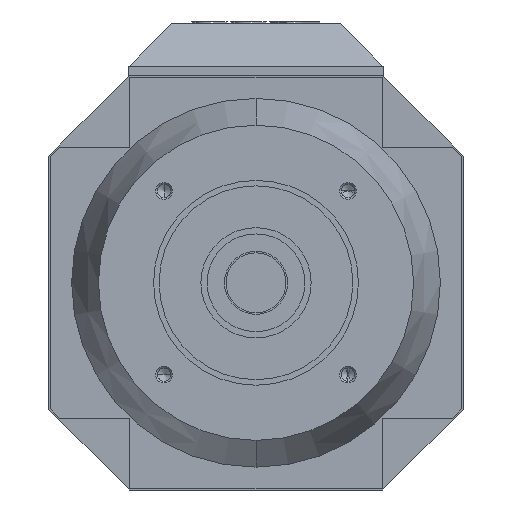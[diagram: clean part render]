
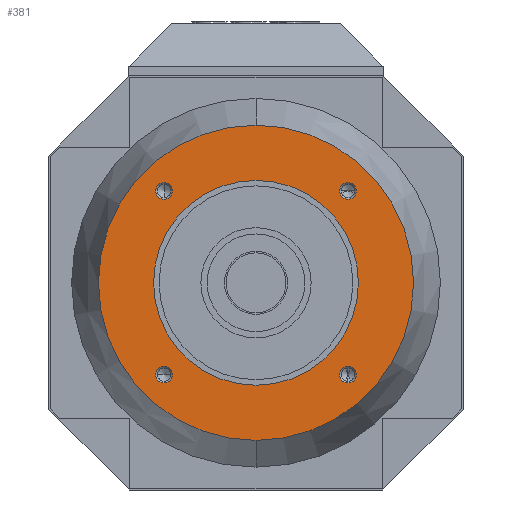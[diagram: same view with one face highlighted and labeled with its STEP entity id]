
A CAD part, front view. The second image highlights one B-rep face of the part: STEP entity #381.
In plain terms, the highlighted planar face has unit normal (0, -1, 0).
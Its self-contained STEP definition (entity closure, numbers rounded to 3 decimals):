
#61=FACE_BOUND('',#775,.T.);
#62=FACE_BOUND('',#776,.T.);
#63=FACE_BOUND('',#777,.T.);
#64=FACE_BOUND('',#778,.T.);
#65=FACE_BOUND('',#779,.T.);
#66=FACE_BOUND('',#780,.T.);
#188=PLANE('',#3271);
#381=ADVANCED_FACE('',(#61,#62,#63,#64,#65,#66),#188,.T.);
#775=EDGE_LOOP('',(#1519,#1520));
#776=EDGE_LOOP('',(#1521,#1522));
#777=EDGE_LOOP('',(#1523,#1524));
#778=EDGE_LOOP('',(#1525,#1526));
#779=EDGE_LOOP('',(#1527,#1528));
#780=EDGE_LOOP('',(#1529,#1530));
#836=CIRCLE('',#3083,100.);
#838=CIRCLE('',#3086,65.);
#849=CIRCLE('',#3103,5.25);
#852=CIRCLE('',#3109,5.25);
#855=CIRCLE('',#3115,5.25);
#858=CIRCLE('',#3121,5.25);
#877=CIRCLE('',#3226,5.25);
#880=CIRCLE('',#3232,5.25);
#883=CIRCLE('',#3238,5.25);
#886=CIRCLE('',#3244,5.25);
#897=CIRCLE('',#3266,65.);
#899=CIRCLE('',#3270,100.);
#1519=ORIENTED_EDGE('',*,*,#2034,.T.);
#1520=ORIENTED_EDGE('',*,*,#2341,.T.);
#1521=ORIENTED_EDGE('',*,*,#2319,.T.);
#1522=ORIENTED_EDGE('',*,*,#2087,.T.);
#1523=ORIENTED_EDGE('',*,*,#2322,.T.);
#1524=ORIENTED_EDGE('',*,*,#2078,.T.);
#1525=ORIENTED_EDGE('',*,*,#2325,.T.);
#1526=ORIENTED_EDGE('',*,*,#2069,.T.);
#1527=ORIENTED_EDGE('',*,*,#2328,.T.);
#1528=ORIENTED_EDGE('',*,*,#2060,.T.);
#1529=ORIENTED_EDGE('',*,*,#2339,.T.);
#1530=ORIENTED_EDGE('',*,*,#2038,.T.);
#1759=VERTEX_POINT('',#4174);
#1760=VERTEX_POINT('',#4176);
#1761=VERTEX_POINT('',#4180);
#1764=VERTEX_POINT('',#4185);
#1785=VERTEX_POINT('',#4234);
#1786=VERTEX_POINT('',#4236);
#1792=VERTEX_POINT('',#4253);
#1793=VERTEX_POINT('',#4255);
#1799=VERTEX_POINT('',#4272);
#1800=VERTEX_POINT('',#4274);
#1806=VERTEX_POINT('',#4291);
#1807=VERTEX_POINT('',#4293);
#2034=EDGE_CURVE('',#1759,#1760,#836,.T.);
#2038=EDGE_CURVE('',#1761,#1764,#838,.T.);
#2060=EDGE_CURVE('',#1786,#1785,#849,.T.);
#2069=EDGE_CURVE('',#1793,#1792,#852,.T.);
#2078=EDGE_CURVE('',#1800,#1799,#855,.T.);
#2087=EDGE_CURVE('',#1807,#1806,#858,.T.);
#2319=EDGE_CURVE('',#1806,#1807,#877,.T.);
#2322=EDGE_CURVE('',#1799,#1800,#880,.T.);
#2325=EDGE_CURVE('',#1792,#1793,#883,.T.);
#2328=EDGE_CURVE('',#1785,#1786,#886,.T.);
#2339=EDGE_CURVE('',#1764,#1761,#897,.T.);
#2341=EDGE_CURVE('',#1760,#1759,#899,.T.);
#3083=AXIS2_PLACEMENT_3D('',#4177,#3357,#3358);
#3086=AXIS2_PLACEMENT_3D('',#4186,#3365,#3366);
#3103=AXIS2_PLACEMENT_3D('',#4235,#3410,#3411);
#3109=AXIS2_PLACEMENT_3D('',#4254,#3428,#3429);
#3115=AXIS2_PLACEMENT_3D('',#4273,#3446,#3447);
#3121=AXIS2_PLACEMENT_3D('',#4292,#3464,#3465);
#3226=AXIS2_PLACEMENT_3D('',#4894,#3867,#3868);
#3232=AXIS2_PLACEMENT_3D('',#4900,#3879,#3880);
#3238=AXIS2_PLACEMENT_3D('',#4906,#3891,#3892);
#3244=AXIS2_PLACEMENT_3D('',#4912,#3903,#3904);
#3266=AXIS2_PLACEMENT_3D('',#4934,#3947,#3948);
#3270=AXIS2_PLACEMENT_3D('',#4938,#3955,#3956);
#3271=AXIS2_PLACEMENT_3D('',#4939,#3957,#3958);
#3357=DIRECTION('',(0.,-1.,0.));
#3358=DIRECTION('',(0.,0.,1.));
#3365=DIRECTION('',(0.,1.,0.));
#3366=DIRECTION('',(-1.,0.,0.));
#3410=DIRECTION('',(0.,1.,0.));
#3411=DIRECTION('',(1.,0.,0.));
#3428=DIRECTION('',(0.,1.,0.));
#3429=DIRECTION('',(0.,0.,-1.));
#3446=DIRECTION('',(0.,1.,0.));
#3447=DIRECTION('',(-1.,0.,0.));
#3464=DIRECTION('',(0.,1.,0.));
#3465=DIRECTION('',(0.,0.,1.));
#3867=DIRECTION('',(0.,1.,0.));
#3868=DIRECTION('',(0.,0.,1.));
#3879=DIRECTION('',(0.,1.,0.));
#3880=DIRECTION('',(-1.,0.,0.));
#3891=DIRECTION('',(0.,1.,0.));
#3892=DIRECTION('',(0.,0.,-1.));
#3903=DIRECTION('',(0.,1.,0.));
#3904=DIRECTION('',(1.,0.,0.));
#3947=DIRECTION('',(0.,1.,0.));
#3948=DIRECTION('',(-1.,0.,0.));
#3955=DIRECTION('',(0.,-1.,0.));
#3956=DIRECTION('',(0.,0.,1.));
#3957=DIRECTION('',(0.,-1.,0.));
#3958=DIRECTION('',(0.,0.,1.));
#4174=CARTESIAN_POINT('',(0.,-284.,100.));
#4176=CARTESIAN_POINT('',(0.,-284.,-100.));
#4177=CARTESIAN_POINT('',(0.,-284.,0.));
#4180=CARTESIAN_POINT('',(-65.,-284.,0.));
#4185=CARTESIAN_POINT('',(65.,-284.,0.));
#4186=CARTESIAN_POINT('',(0.,-284.,0.));
#4234=CARTESIAN_POINT('',(63.586,-284.,58.336));
#4235=CARTESIAN_POINT('',(58.336,-284.,58.336));
#4236=CARTESIAN_POINT('',(53.086,-284.,58.336));
#4253=CARTESIAN_POINT('',(58.336,-284.,-63.586));
#4254=CARTESIAN_POINT('',(58.336,-284.,-58.336));
#4255=CARTESIAN_POINT('',(58.336,-284.,-53.086));
#4272=CARTESIAN_POINT('',(-63.586,-284.,-58.336));
#4273=CARTESIAN_POINT('',(-58.336,-284.,-58.336));
#4274=CARTESIAN_POINT('',(-53.086,-284.,-58.336));
#4291=CARTESIAN_POINT('',(-58.336,-284.,63.586));
#4292=CARTESIAN_POINT('',(-58.336,-284.,58.336));
#4293=CARTESIAN_POINT('',(-58.336,-284.,53.086));
#4894=CARTESIAN_POINT('',(-58.336,-284.,58.336));
#4900=CARTESIAN_POINT('',(-58.336,-284.,-58.336));
#4906=CARTESIAN_POINT('',(58.336,-284.,-58.336));
#4912=CARTESIAN_POINT('',(58.336,-284.,58.336));
#4934=CARTESIAN_POINT('',(0.,-284.,0.));
#4938=CARTESIAN_POINT('',(0.,-284.,0.));
#4939=CARTESIAN_POINT('',(0.,-284.,0.));
